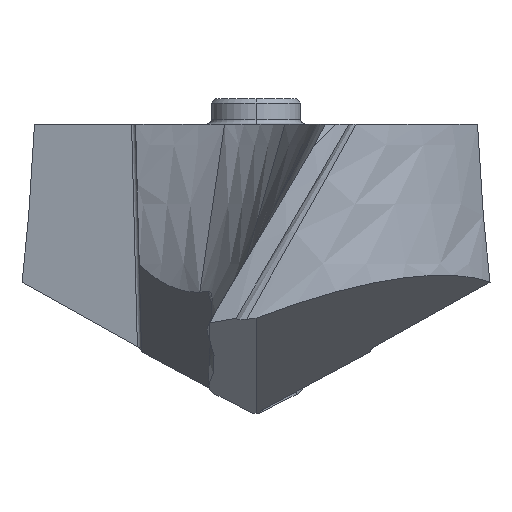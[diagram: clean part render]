
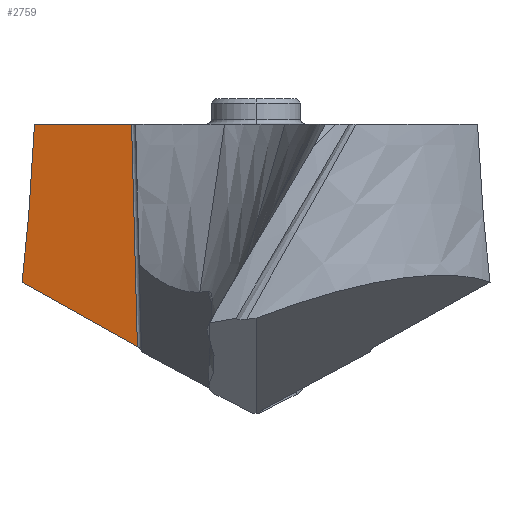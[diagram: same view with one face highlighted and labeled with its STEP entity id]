
A CAD part, left-side view. The second image highlights one B-rep face of the part: STEP entity #2759.
In plain terms, the highlighted planar face has unit normal (-0.925, 0.337, 0.174).
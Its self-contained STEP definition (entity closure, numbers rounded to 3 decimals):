
#91=CARTESIAN_POINT('',(3.716,7.82,-5.29));
#93=DIRECTION('',(-0.379,-0.808,-0.451));
#94=VECTOR('',#93,4.771);
#95=CARTESIAN_POINT('',(3.716,7.82,-5.29));
#96=LINE('',#95,#94);
#662=DIRECTION('',(0.342,0.94,0.));
#663=VECTOR('',#662,3.452);
#664=CARTESIAN_POINT('',(3.376,4.159,0.));
#665=LINE('',#664,#663);
#882=CARTESIAN_POINT('',(3.376,4.159,0.));
#898=DIRECTION('',(0.193,0.026,0.981));
#899=VECTOR('',#898,7.588);
#900=CARTESIAN_POINT('',(1.909,3.964,-7.442));
#901=LINE('',#900,#899);
#902=CARTESIAN_POINT('',(3.716,7.82,-5.29));
#903=CARTESIAN_POINT('',(3.748,7.792,-5.065));
#904=CARTESIAN_POINT('',(3.816,7.739,-4.599));
#905=CARTESIAN_POINT('',(3.927,7.665,-3.865));
#906=CARTESIAN_POINT('',(4.05,7.596,-3.075));
#907=CARTESIAN_POINT('',(4.191,7.531,-2.199));
#908=CARTESIAN_POINT('',(4.357,7.467,-1.187));
#909=CARTESIAN_POINT('',(4.487,7.424,-0.412));
#910=CARTESIAN_POINT('',(4.557,7.402,0.));
#1047=VERTEX_POINT('',#91);
#1048=CARTESIAN_POINT('',(1.909,3.964,-7.442));
#1049=VERTEX_POINT('',#1048);
#1122=VERTEX_POINT('',#882);
#1123=CARTESIAN_POINT('',(4.557,7.402,0.));
#1124=VERTEX_POINT('',#1123);
#2747=CARTESIAN_POINT('',(-0.416,3.528,
-18.984));
#2748=DIRECTION('',(0.925,-0.337,-0.174));
#2749=DIRECTION('',(0.326,0.941,-0.089));
#2750=AXIS2_PLACEMENT_3D('',#2747,#2748,#2749);
#2751=PLANE('',#2750);
#2752=ORIENTED_EDGE('',*,*,#2304,.F.);
#2753=ORIENTED_EDGE('',*,*,#2735,.F.);
#2754=ORIENTED_EDGE('',*,*,#1217,.F.);
#2756=ORIENTED_EDGE('',*,*,#2755,.T.);
#2757=EDGE_LOOP('',(#2752,#2753,#2754,#2756));
#2758=FACE_OUTER_BOUND('',#2757,.F.);
#911=B_SPLINE_CURVE_WITH_KNOTS('',3,(#902,#903,#904,#905,#906,#907,#908,#909,
#910),.UNSPECIFIED.,.F.,.F.,(4,1,1,1,1,1,4),(0.,0.167,
0.333,0.5,0.667,0.833,1.),
.UNSPECIFIED.);
#1217=EDGE_CURVE('',#1047,#1049,#96,.T.);
#2304=EDGE_CURVE('',#1122,#1124,#665,.T.);
#2735=EDGE_CURVE('',#1049,#1122,#901,.T.);
#2755=EDGE_CURVE('',#1047,#1124,#911,.T.);
#2759=ADVANCED_FACE('',(#2758),#2751,.F.);
